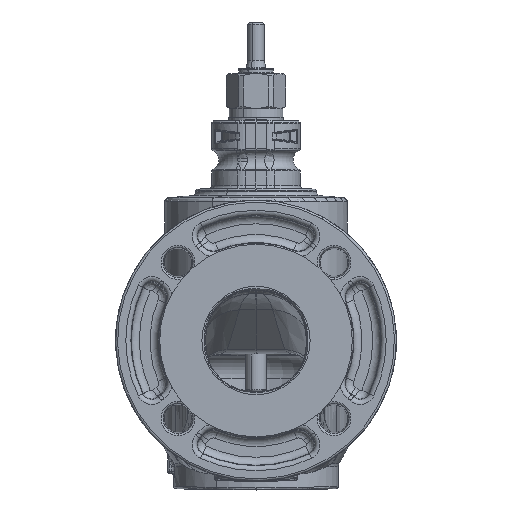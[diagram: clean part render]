
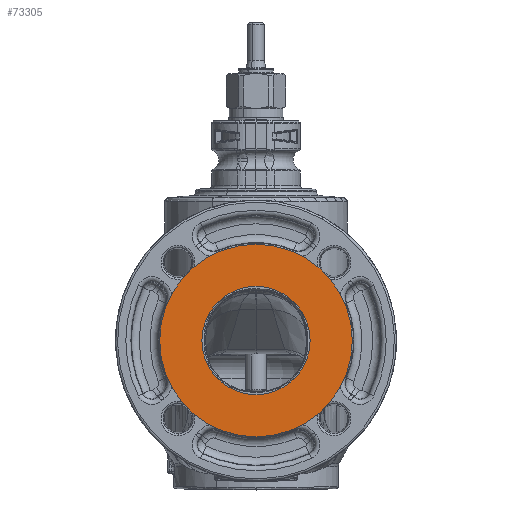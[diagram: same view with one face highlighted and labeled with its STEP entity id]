
A CAD part, front view. The second image highlights one B-rep face of the part: STEP entity #73305.
In plain terms, the highlighted face is planar.
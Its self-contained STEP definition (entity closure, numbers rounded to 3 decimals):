
#73175=CARTESIAN_POINT('Vertex',(1.5,48.,0.)) ;
#73189=CARTESIAN_POINT('Vertex',(1.5,-48.,0.)) ;
#73192=CARTESIAN_POINT('Axis2P3D Location',(1.5,0.,0.)) ;
#73209=CARTESIAN_POINT('Axis2P3D Location',(1.5,0.,0.)) ;
#73226=CARTESIAN_POINT('Axis2P3D Location',(1.5,0.,0.)) ;
#73230=CARTESIAN_POINT('Vertex',(1.5,-27.,0.)) ;
#73232=CARTESIAN_POINT('Vertex',(1.5,27.,0.)) ;
#73261=CARTESIAN_POINT('Axis2P3D Location',(1.5,0.,0.)) ;
#73292=CARTESIAN_POINT('Axis2P3D Location',(1.5,0.,0.)) ;
#73193=DIRECTION('Axis2P3D Direction',(1.,0.,0.)) ;
#73210=DIRECTION('Axis2P3D Direction',(1.,0.,0.)) ;
#73227=DIRECTION('Axis2P3D Direction',(1.,0.,0.)) ;
#73262=DIRECTION('Axis2P3D Direction',(1.,0.,0.)) ;
#73293=DIRECTION('Axis2P3D Direction',(1.,0.,0.)) ;
#73294=DIRECTION('Axis2P3D XDirection',(0.,1.,0.)) ;
#73194=AXIS2_PLACEMENT_3D('Circle Axis2P3D',#73192,#73193,$) ;
#73211=AXIS2_PLACEMENT_3D('Circle Axis2P3D',#73209,#73210,$) ;
#73228=AXIS2_PLACEMENT_3D('Circle Axis2P3D',#73226,#73227,$) ;
#73263=AXIS2_PLACEMENT_3D('Circle Axis2P3D',#73261,#73262,$) ;
#73295=AXIS2_PLACEMENT_3D('Plane Axis2P3D',#73292,#73293,#73294) ;
#73298=ORIENTED_EDGE('',*,*,#73196,.T.) ;
#73299=ORIENTED_EDGE('',*,*,#73213,.T.) ;
#73302=ORIENTED_EDGE('',*,*,#73234,.F.) ;
#73303=ORIENTED_EDGE('',*,*,#73265,.F.) ;
#73304=FACE_BOUND('',#73301,.T.) ;
#73305=ADVANCED_FACE('PartBody',(#73300,#73304),#73296,.T.) ;
#73195=CIRCLE('generated circle',#73194,48.) ;
#73212=CIRCLE('generated circle',#73211,48.) ;
#73229=CIRCLE('generated circle',#73228,27.) ;
#73264=CIRCLE('generated circle',#73263,27.) ;
#73196=EDGE_CURVE('',#73176,#73190,#73195,.T.) ;
#73213=EDGE_CURVE('',#73190,#73176,#73212,.T.) ;
#73234=EDGE_CURVE('',#73231,#73233,#73229,.T.) ;
#73265=EDGE_CURVE('',#73233,#73231,#73264,.T.) ;
#73297=EDGE_LOOP('',(#73298,#73299)) ;
#73301=EDGE_LOOP('',(#73302,#73303)) ;
#73300=FACE_OUTER_BOUND('',#73297,.T.) ;
#73296=PLANE('',#73295) ;
#73176=VERTEX_POINT('',#73175) ;
#73190=VERTEX_POINT('',#73189) ;
#73231=VERTEX_POINT('',#73230) ;
#73233=VERTEX_POINT('',#73232) ;
